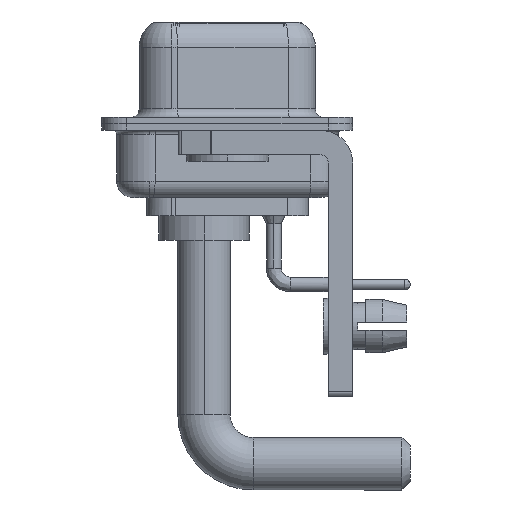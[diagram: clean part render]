
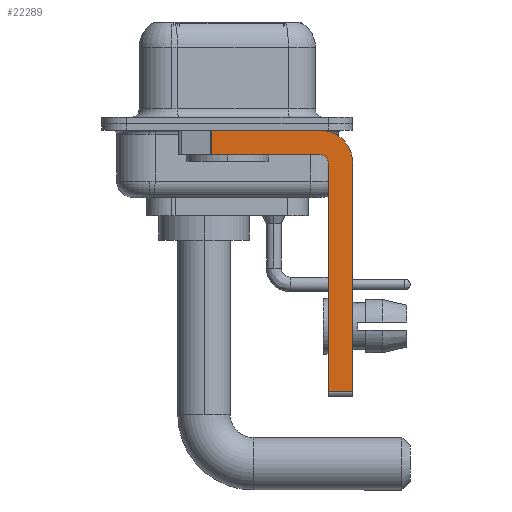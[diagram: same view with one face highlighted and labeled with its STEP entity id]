
A CAD part, left-side view. The second image highlights one B-rep face of the part: STEP entity #22289.
In plain terms, the highlighted planar face has unit normal (-1, 0, 0).
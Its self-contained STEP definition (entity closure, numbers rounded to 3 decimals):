
#82 = CARTESIAN_POINT ( 'NONE',  ( -2.9, -6.15, -16.6 ) ) ;
#348 = LINE ( 'NONE', #15174, #10047 ) ;
#542 = CARTESIAN_POINT ( 'NONE',  ( -2.9, -7.65, -2.4 ) ) ;
#639 = VERTEX_POINT ( 'NONE', #15472 ) ;
#1328 = DIRECTION ( 'NONE',  ( -1., 0., 0. ) ) ;
#1472 = DIRECTION ( 'NONE',  ( 1., 0., 0. ) ) ;
#1549 = CARTESIAN_POINT ( 'NONE',  ( -2.9, -5.65, -2.4 ) ) ;
#1802 = CARTESIAN_POINT ( 'NONE',  ( -2.9, -7.65, -16.35 ) ) ;
#2070 = ORIENTED_EDGE ( 'NONE', *, *, #3741, .F. ) ;
#2093 = LINE ( 'NONE', #9384, #10699 ) ;
#2982 = LINE ( 'NONE', #17901, #13515 ) ;
#3068 = DIRECTION ( 'NONE',  ( 0., -1., 0. ) ) ;
#3298 = LINE ( 'NONE', #12279, #17668 ) ;
#3579 = AXIS2_PLACEMENT_3D ( 'NONE', #7307, #1472, #10446 ) ;
#3741 = EDGE_CURVE ( 'NONE', #15124, #9163, #8423, .T. ) ;
#3933 = ORIENTED_EDGE ( 'NONE', *, *, #23360, .T. ) ;
#4567 = ORIENTED_EDGE ( 'NONE', *, *, #12866, .F. ) ;
#5106 = DIRECTION ( 'NONE',  ( 0., 0., -1. ) ) ;
#6051 = DIRECTION ( 'NONE',  ( 0., 0., -1. ) ) ;
#6881 = DIRECTION ( 'NONE',  ( 1., 0., 0. ) ) ;
#7038 = CIRCLE ( 'NONE', #20404, 0.5 ) ;
#7307 = CARTESIAN_POINT ( 'NONE',  ( -2.9, -5.65, -2.4 ) ) ;
#7486 = LINE ( 'NONE', #82, #12925 ) ;
#7633 = DIRECTION ( 'NONE',  ( 0., 1., 0. ) ) ;
#7774 = ORIENTED_EDGE ( 'NONE', *, *, #18039, .T. ) ;
#8230 = ORIENTED_EDGE ( 'NONE', *, *, #16042, .F. ) ;
#8423 = CIRCLE ( 'NONE', #20649, 2. ) ;
#8522 = VERTEX_POINT ( 'NONE', #1802 ) ;
#8567 = CARTESIAN_POINT ( 'NONE',  ( -2.9, -5.65, -2.4 ) ) ;
#9163 = VERTEX_POINT ( 'NONE', #542 ) ;
#9384 = CARTESIAN_POINT ( 'NONE',  ( -2.9, -7.65, -2.4 ) ) ;
#9567 = CARTESIAN_POINT ( 'NONE',  ( -2.9, -5.65, -0.4 ) ) ;
#10047 = VECTOR ( 'NONE', #7633, 1000. ) ;
#10282 = DIRECTION ( 'NONE',  ( 0., -1., 0. ) ) ;
#10446 = DIRECTION ( 'NONE',  ( 0., 0., -1. ) ) ;
#10560 = FACE_OUTER_BOUND ( 'NONE', #22630, .T. ) ;
#10699 = VECTOR ( 'NONE', #6051, 1000. ) ;
#10871 = VERTEX_POINT ( 'NONE', #13062 ) ;
#11087 = DIRECTION ( 'NONE',  ( 0., 0., 1. ) ) ;
#12279 = CARTESIAN_POINT ( 'NONE',  ( -2.9, 3., -0.4 ) ) ;
#12866 = EDGE_CURVE ( 'NONE', #20300, #21973, #7486, .T. ) ;
#12925 = VECTOR ( 'NONE', #11087, 1000. ) ;
#13062 = CARTESIAN_POINT ( 'NONE',  ( -2.9, -5.65, -1.9 ) ) ;
#13421 = ORIENTED_EDGE ( 'NONE', *, *, #21330, .F. ) ;
#13515 = VECTOR ( 'NONE', #10282, 1000. ) ;
#14740 = CARTESIAN_POINT ( 'NONE',  ( -2.9, -6.15, -2.4 ) ) ;
#15124 = VERTEX_POINT ( 'NONE', #9567 ) ;
#15174 = CARTESIAN_POINT ( 'NONE',  ( -2.9, -5.65, -1.9 ) ) ;
#15472 = CARTESIAN_POINT ( 'NONE',  ( -2.9, 0.978, -0.4 ) ) ;
#15790 = DIRECTION ( 'NONE',  ( 0., 0., 1. ) ) ;
#16019 = LINE ( 'NONE', #21520, #19579 ) ;
#16042 = EDGE_CURVE ( 'NONE', #9163, #8522, #2093, .T. ) ;
#16471 = ORIENTED_EDGE ( 'NONE', *, *, #19575, .F. ) ;
#17133 = CARTESIAN_POINT ( 'NONE',  ( -2.9, -6.15, -16.35 ) ) ;
#17620 = VERTEX_POINT ( 'NONE', #19988 ) ;
#17668 = VECTOR ( 'NONE', #3068, 1000. ) ;
#17901 = CARTESIAN_POINT ( 'NONE',  ( -2.9, -5.65, -16.35 ) ) ;
#18039 = EDGE_CURVE ( 'NONE', #639, #17620, #16019, .T. ) ;
#18279 = DIRECTION ( 'NONE',  ( 0., 0., -1. ) ) ;
#18313 = EDGE_CURVE ( 'NONE', #639, #15124, #3298, .T. ) ;
#18515 = ORIENTED_EDGE ( 'NONE', *, *, #18313, .F. ) ;
#19575 = EDGE_CURVE ( 'NONE', #10871, #17620, #348, .T. ) ;
#19579 = VECTOR ( 'NONE', #18279, 1000. ) ;
#19988 = CARTESIAN_POINT ( 'NONE',  ( -2.9, 0.978, -1.9 ) ) ;
#20300 = VERTEX_POINT ( 'NONE', #17133 ) ;
#20404 = AXIS2_PLACEMENT_3D ( 'NONE', #1549, #1328, #15790 ) ;
#20649 = AXIS2_PLACEMENT_3D ( 'NONE', #8567, #6881, #5106 ) ;
#21330 = EDGE_CURVE ( 'NONE', #21973, #10871, #7038, .T. ) ;
#21520 = CARTESIAN_POINT ( 'NONE',  ( -2.9, 0.978, -1.9 ) ) ;
#21779 = PLANE ( 'NONE',  #3579 ) ;
#21973 = VERTEX_POINT ( 'NONE', #14740 ) ;
#22289 = ADVANCED_FACE ( 'NONE', ( #10560 ), #21779, .F. ) ;
#22630 = EDGE_LOOP ( 'NONE', ( #18515, #7774, #16471, #13421, #4567, #3933, #8230, #2070 ) ) ;
#23360 = EDGE_CURVE ( 'NONE', #20300, #8522, #2982, .T. ) ;
